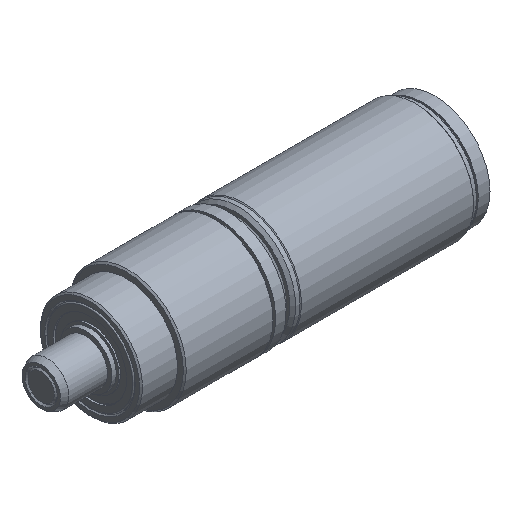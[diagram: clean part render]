
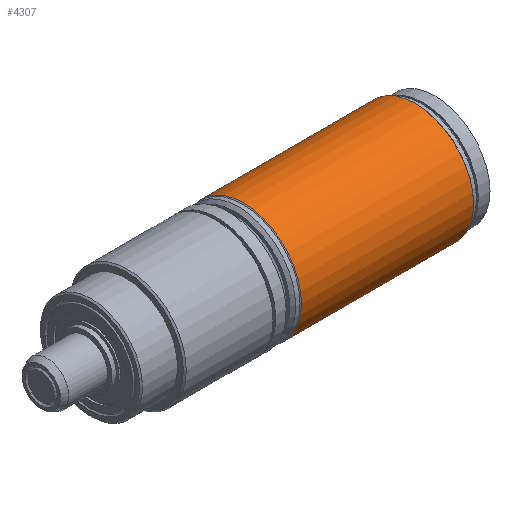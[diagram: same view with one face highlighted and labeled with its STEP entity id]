
A CAD part, isometric view. The second image highlights one B-rep face of the part: STEP entity #4307.
In plain terms, the highlighted cylindrical face has radius 4 mm (diameter 8 mm), a full revolution.
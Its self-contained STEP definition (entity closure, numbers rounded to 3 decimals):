
#114=CYLINDRICAL_SURFACE('',#4647,4.);
#731=FACE_BOUND('',#1260,.T.);
#950=FACE_OUTER_BOUND('',#1259,.T.);
#1259=EDGE_LOOP('',(#3274));
#1260=EDGE_LOOP('',(#3275));
#1585=CIRCLE('',#4646,4.);
#1586=CIRCLE('',#4648,4.);
#1978=VERTEX_POINT('',#8361);
#1979=VERTEX_POINT('',#8364);
#2454=EDGE_CURVE('',#1978,#1978,#1585,.T.);
#2455=EDGE_CURVE('',#1979,#1979,#1586,.T.);
#3274=ORIENTED_EDGE('',*,*,#2455,.F.);
#3275=ORIENTED_EDGE('',*,*,#2454,.T.);
#4307=ADVANCED_FACE('',(#950,#731),#114,.T.);
#4646=AXIS2_PLACEMENT_3D('',#8362,#5506,#5507);
#4647=AXIS2_PLACEMENT_3D('',#8363,#5508,#5509);
#4648=AXIS2_PLACEMENT_3D('',#8365,#5510,#5511);
#5506=DIRECTION('center_axis',(-1.,0.,0.));
#5507=DIRECTION('ref_axis',(0.,0.,-1.));
#5508=DIRECTION('center_axis',(-1.,0.,0.));
#5509=DIRECTION('ref_axis',(0.,0.,-1.));
#5510=DIRECTION('center_axis',(-1.,0.,0.));
#5511=DIRECTION('ref_axis',(0.,0.,-1.));
#8361=CARTESIAN_POINT('',(13.65,0.,-4.));
#8362=CARTESIAN_POINT('Origin',(13.65,0.,0.));
#8363=CARTESIAN_POINT('Origin',(7.75,0.,
0.));
#8364=CARTESIAN_POINT('',(1.85,0.,-4.));
#8365=CARTESIAN_POINT('Origin',(1.85,0.,0.));
